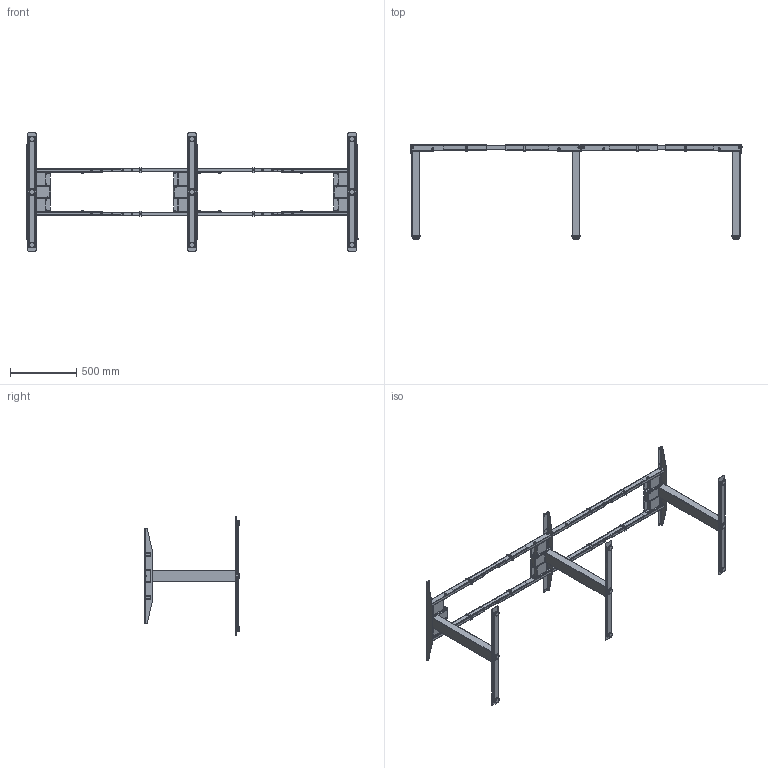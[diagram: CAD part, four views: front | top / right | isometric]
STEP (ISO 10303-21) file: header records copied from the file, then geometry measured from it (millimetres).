
FILE_DESCRIPTION (( 'STEP AP203' ), '1' );
FILE_NAME ('Classic C-3, fixed height, foot 890_CL3FCKXXXXxxG.STEP', '2024-02-23T13:47:03', ( '' ), ( '' ), 'SwSTEP 2.0', 'SolidWorks 2021', '' );
FILE_SCHEMA (( 'CONFIG_CONTROL_DESIGN' ));
Products named in the file (1): Classic C-3, fixed height, foot 890_CL3FCKXXXXxxG
Bounding box: 2500 x 715.6 x 890 mm (x, y, z)
Surface area: 3925636.3 mm2 (no closed solid volume)
Topology: 0 solids, 563 shells, 1881 faces, 9035 edges, 7519 vertices
Faces by surface type: plane 823, cylinder 576, cone 172, bspline 150, torus 143, sphere 17
Entity records: 102483 total; most frequent: CARTESIAN_POINT 34913, DIRECTION 13208, ORIENTED_EDGE 11347, EDGE_CURVE 9018, VERTEX_POINT 7519, AXIS2_PLACEMENT_3D 4408, LINE 4392, VECTOR 4392
